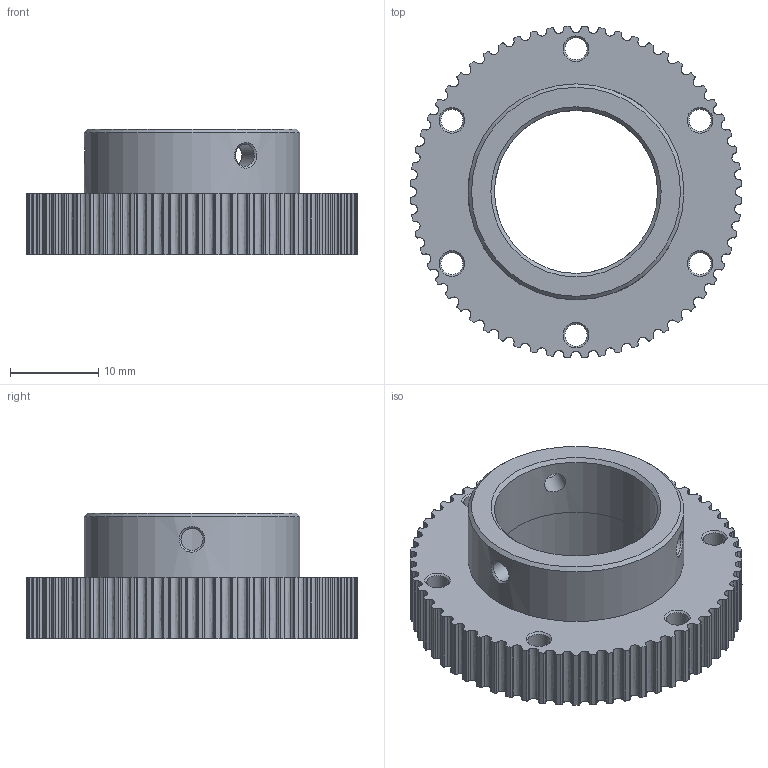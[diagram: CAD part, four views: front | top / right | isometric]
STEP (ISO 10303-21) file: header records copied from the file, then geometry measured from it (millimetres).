
FILE_DESCRIPTION(('FreeCAD Model'),'2;1');
FILE_NAME('Open CASCADE Shape Model','2022-03-03T14:08:54',('Author'),( ''),'Open CASCADE STEP processor 7.5','FreeCAD','Unknown');
FILE_SCHEMA(('AUTOMOTIVE_DESIGN { 1 0 10303 214 1 1 1 1 }'));
Length unit declared in the file: millimetre
Products named in the file (1): Chamfer004
Bounding box: 37.66 x 37.66 x 14.3 mm (x, y, z)
Volume: 6831.8 mm3; surface area: 4423.7 mm2
Topology: 1 solids, 1 shells, 393 faces, 1151 edges, 761 vertices
Faces by surface type: extrusion 354, cylinder 18, cone 15, plane 3, bspline 3
Full cylindrical faces by diameter (mm): 2.5 x9, 18.52 x2, 24.52 x1
Entity records: 29949 total; most frequent: CARTESIAN_POINT 11524, DIRECTION 2436, ORIENTED_EDGE 2302, PCURVE 2302, DEFINITIONAL_REPRESENTATION 2302, VECTOR 2258, LINE 1904, EDGE_CURVE 1151
